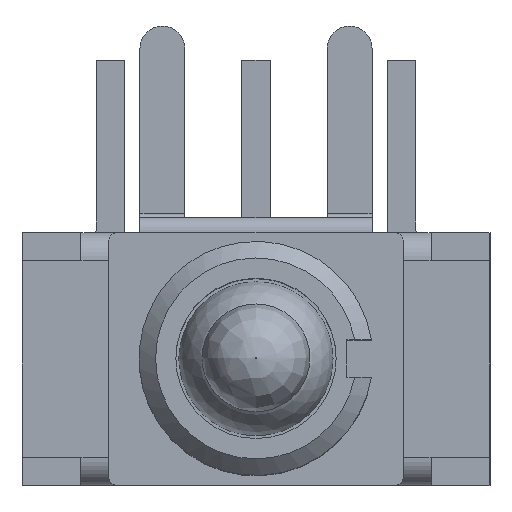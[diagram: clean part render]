
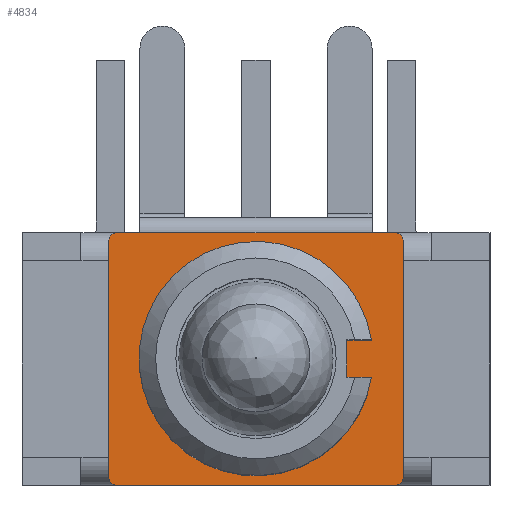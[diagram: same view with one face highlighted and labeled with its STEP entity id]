
A CAD part, top view. The second image highlights one B-rep face of the part: STEP entity #4834.
In plain terms, the highlighted planar face has unit normal (0, 0, 1).
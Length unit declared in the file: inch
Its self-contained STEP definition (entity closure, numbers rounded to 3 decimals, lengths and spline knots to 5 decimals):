
#126=FACE_BOUND('',#552,.T.);
#140=CIRCLE('',#5149,0.00984);
#141=CIRCLE('',#5150,0.00984);
#142=CIRCLE('',#5151,0.00984);
#143=CIRCLE('',#5152,0.00984);
#144=CIRCLE('',#5153,0.125);
#268=FACE_OUTER_BOUND('',#551,.T.);
#551=EDGE_LOOP('',(#3215,#3216,#3217,#3218,#3219,#3220,#3221,#3222,#3223,
#3224));
#552=EDGE_LOOP('',(#3225,#3226,#3227,#3228));
#876=LINE('',#7116,#1454);
#877=LINE('',#7118,#1455);
#878=LINE('',#7122,#1456);
#879=LINE('',#7126,#1457);
#880=LINE('',#7130,#1458);
#881=LINE('',#7133,#1459);
#882=LINE('',#7136,#1460);
#883=LINE('',#7138,#1461);
#884=LINE('',#7140,#1462);
#1454=VECTOR('',#5641,0.3937);
#1455=VECTOR('',#5642,0.3937);
#1456=VECTOR('',#5645,0.3937);
#1457=VECTOR('',#5648,0.3937);
#1458=VECTOR('',#5651,0.3937);
#1459=VECTOR('',#5654,0.3937);
#1460=VECTOR('',#5655,0.3937);
#1461=VECTOR('',#5656,0.3937);
#1462=VECTOR('',#5657,0.3937);
#2038=VERTEX_POINT('',#7114);
#2039=VERTEX_POINT('',#7115);
#2040=VERTEX_POINT('',#7117);
#2041=VERTEX_POINT('',#7119);
#2042=VERTEX_POINT('',#7121);
#2043=VERTEX_POINT('',#7123);
#2044=VERTEX_POINT('',#7125);
#2045=VERTEX_POINT('',#7127);
#2046=VERTEX_POINT('',#7129);
#2047=VERTEX_POINT('',#7131);
#2048=VERTEX_POINT('',#7134);
#2049=VERTEX_POINT('',#7135);
#2050=VERTEX_POINT('',#7137);
#2051=VERTEX_POINT('',#7139);
#2486=EDGE_CURVE('',#2038,#2039,#876,.T.);
#2487=EDGE_CURVE('',#2040,#2038,#877,.T.);
#2488=EDGE_CURVE('',#2041,#2040,#140,.T.);
#2489=EDGE_CURVE('',#2042,#2041,#878,.T.);
#2490=EDGE_CURVE('',#2043,#2042,#141,.T.);
#2491=EDGE_CURVE('',#2044,#2043,#879,.T.);
#2492=EDGE_CURVE('',#2045,#2044,#142,.T.);
#2493=EDGE_CURVE('',#2046,#2045,#880,.T.);
#2494=EDGE_CURVE('',#2047,#2046,#143,.T.);
#2495=EDGE_CURVE('',#2039,#2047,#881,.T.);
#2496=EDGE_CURVE('',#2048,#2049,#882,.T.);
#2497=EDGE_CURVE('',#2050,#2048,#883,.T.);
#2498=EDGE_CURVE('',#2051,#2050,#884,.T.);
#2499=EDGE_CURVE('',#2049,#2051,#144,.T.);
#3215=ORIENTED_EDGE('',*,*,#2486,.F.);
#3216=ORIENTED_EDGE('',*,*,#2487,.F.);
#3217=ORIENTED_EDGE('',*,*,#2488,.F.);
#3218=ORIENTED_EDGE('',*,*,#2489,.F.);
#3219=ORIENTED_EDGE('',*,*,#2490,.F.);
#3220=ORIENTED_EDGE('',*,*,#2491,.F.);
#3221=ORIENTED_EDGE('',*,*,#2492,.F.);
#3222=ORIENTED_EDGE('',*,*,#2493,.F.);
#3223=ORIENTED_EDGE('',*,*,#2494,.F.);
#3224=ORIENTED_EDGE('',*,*,#2495,.F.);
#3225=ORIENTED_EDGE('',*,*,#2496,.F.);
#3226=ORIENTED_EDGE('',*,*,#2497,.F.);
#3227=ORIENTED_EDGE('',*,*,#2498,.F.);
#3228=ORIENTED_EDGE('',*,*,#2499,.F.);
#4632=PLANE('',#5148);
#4834=ADVANCED_FACE('',(#268,#126),#4632,.T.);
#5148=AXIS2_PLACEMENT_3D('',#7113,#5639,#5640);
#5149=AXIS2_PLACEMENT_3D('',#7120,#5643,#5644);
#5150=AXIS2_PLACEMENT_3D('',#7124,#5646,#5647);
#5151=AXIS2_PLACEMENT_3D('',#7128,#5649,#5650);
#5152=AXIS2_PLACEMENT_3D('',#7132,#5652,#5653);
#5153=AXIS2_PLACEMENT_3D('',#7141,#5658,#5659);
#5639=DIRECTION('center_axis',(0.,0.,
1.));
#5640=DIRECTION('ref_axis',(-1.,0.,0.));
#5641=DIRECTION('',(1.,0.,0.));
#5642=DIRECTION('',(1.,0.,0.));
#5643=DIRECTION('center_axis',(0.,0.,
-1.));
#5644=DIRECTION('ref_axis',(-0.707,0.707,0.));
#5645=DIRECTION('',(0.,1.,0.));
#5646=DIRECTION('center_axis',(0.,0.,
-1.));
#5647=DIRECTION('ref_axis',(-0.707,-0.707,0.));
#5648=DIRECTION('',(-1.,0.,0.));
#5649=DIRECTION('center_axis',(0.,0.,
-1.));
#5650=DIRECTION('ref_axis',(0.707,-0.707,0.));
#5651=DIRECTION('',(0.,-1.,0.));
#5652=DIRECTION('center_axis',(0.,0.,
-1.));
#5653=DIRECTION('ref_axis',(0.707,0.707,0.));
#5654=DIRECTION('',(1.,0.,0.));
#5655=DIRECTION('',(1.,0.,0.));
#5656=DIRECTION('',(0.,1.,0.));
#5657=DIRECTION('',(-1.,0.,0.));
#5658=DIRECTION('center_axis',(0.,0.,
1.));
#5659=DIRECTION('ref_axis',(0.987,0.161,0.));
#7113=CARTESIAN_POINT('Origin',(0.,0.,
0.36614));
#7114=CARTESIAN_POINT('',(-0.12402,0.13504,0.36614));
#7115=CARTESIAN_POINT('',(0.12402,0.13504,0.36614));
#7116=CARTESIAN_POINT('',(0.,0.13504,0.36614));
#7117=CARTESIAN_POINT('',(-0.14764,0.13504,0.36614));
#7118=CARTESIAN_POINT('',(0.15748,0.13504,0.36614));
#7119=CARTESIAN_POINT('',(-0.15748,0.1252,0.36614));
#7120=CARTESIAN_POINT('Origin',(-0.14764,0.1252,0.36614));
#7121=CARTESIAN_POINT('',(-0.15748,-0.1252,0.36614));
#7122=CARTESIAN_POINT('',(-0.15748,0.13504,0.36614));
#7123=CARTESIAN_POINT('',(-0.14764,-0.13504,0.36614));
#7124=CARTESIAN_POINT('Origin',(-0.14764,-0.1252,0.36614));
#7125=CARTESIAN_POINT('',(0.14764,-0.13504,0.36614));
#7126=CARTESIAN_POINT('',(-0.15748,-0.13504,0.36614));
#7127=CARTESIAN_POINT('',(0.15748,-0.1252,0.36614));
#7128=CARTESIAN_POINT('Origin',(0.14764,-0.1252,0.36614));
#7129=CARTESIAN_POINT('',(0.15748,0.1252,0.36614));
#7130=CARTESIAN_POINT('',(0.15748,-0.13504,0.36614));
#7131=CARTESIAN_POINT('',(0.14764,0.13504,0.36614));
#7132=CARTESIAN_POINT('Origin',(0.14764,0.1252,0.36614));
#7133=CARTESIAN_POINT('',(0.15748,0.13504,0.36614));
#7134=CARTESIAN_POINT('',(0.09705,0.02008,0.36614));
#7135=CARTESIAN_POINT('',(0.12338,0.02008,0.36614));
#7136=CARTESIAN_POINT('',(0.06169,0.02008,0.36614));
#7137=CARTESIAN_POINT('',(0.09705,-0.02008,0.36614));
#7138=CARTESIAN_POINT('',(0.09705,0.01004,0.36614));
#7139=CARTESIAN_POINT('',(0.12338,-0.02008,0.36614));
#7140=CARTESIAN_POINT('',(0.04852,-0.02008,0.36614));
#7141=CARTESIAN_POINT('Origin',(0.,0.,
0.36614));
